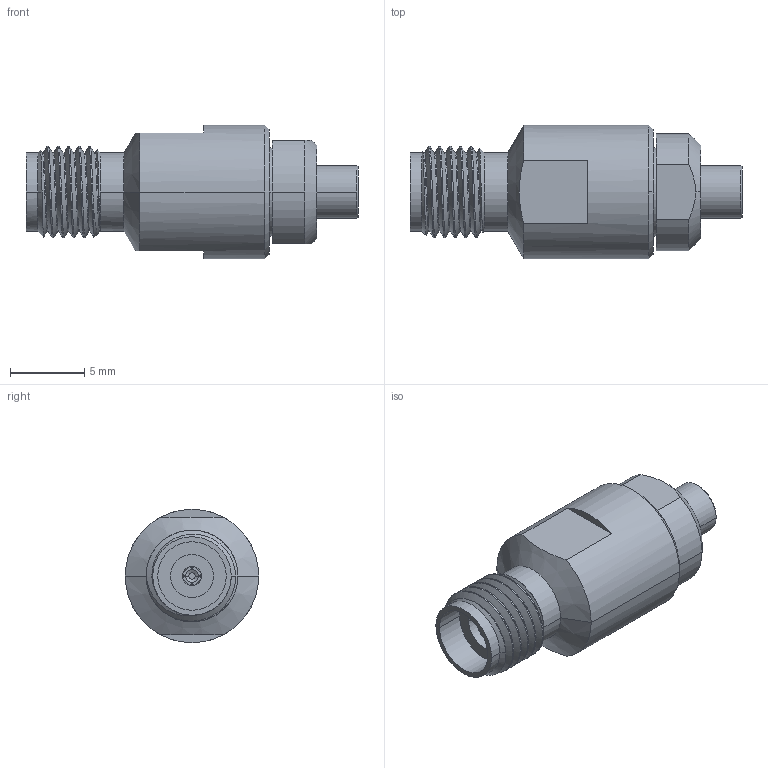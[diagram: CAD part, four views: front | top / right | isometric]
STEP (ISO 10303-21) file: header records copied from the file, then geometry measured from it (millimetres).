
FILE_DESCRIPTION (( 'STEP AP214' ), '1' );
FILE_NAME ('FMAD10177_3D.step', '2026-03-10T19:34:56', ( '' ), ( '' ), 'SwSTEP 2.0', 'SolidWorks 2025', '' );
FILE_SCHEMA (( 'AUTOMOTIVE_DESIGN' ));
Length unit declared in the file: millimetre
Products named in the file (1): FMAD10177_3D
Bounding box: 22.4 x 9 x 9 mm (x, y, z)
Volume: 1013.1 mm3; surface area: 934.9 mm2
Topology: 2 solids, 2 shells, 123 faces, 288 edges, 176 vertices
Faces by surface type: cylinder 48, cone 35, plane 34, bspline 4, sphere 2
Entity records: 4826 total; most frequent: CARTESIAN_POINT 2064, DIRECTION 586, ORIENTED_EDGE 568, EDGE_CURVE 284, AXIS2_PLACEMENT_3D 244, VERTEX_POINT 174, EDGE_LOOP 132, CIRCLE 124
